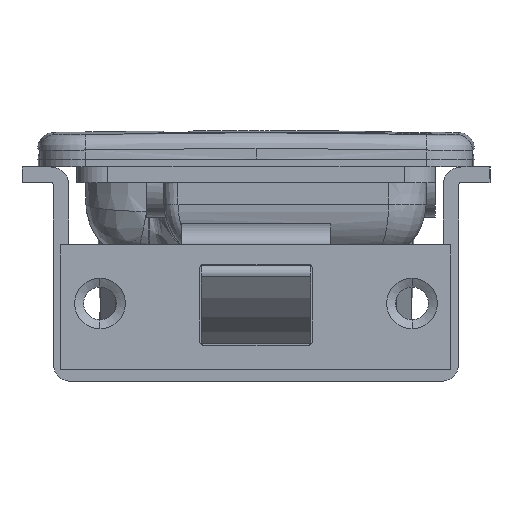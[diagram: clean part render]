
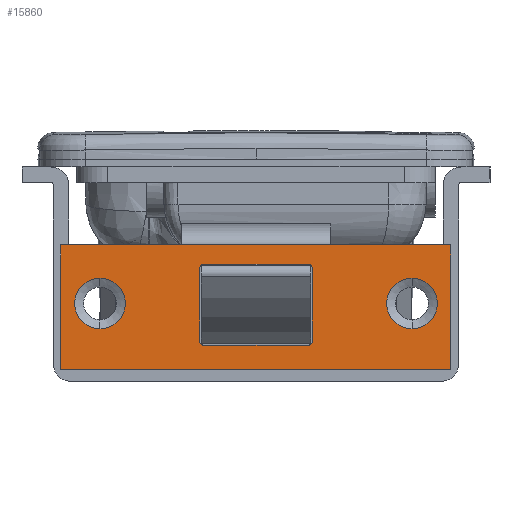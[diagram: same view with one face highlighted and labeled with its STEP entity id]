
A CAD part, left-side view. The second image highlights one B-rep face of the part: STEP entity #15860.
In plain terms, the highlighted planar face has unit normal (-1, 0, 0).
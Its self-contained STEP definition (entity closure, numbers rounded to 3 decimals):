
#19 = VECTOR ( 'NONE', #9875, 1000. ) ;
#35 = EDGE_CURVE ( 'NONE', #16492, #9923, #13028, .T. ) ;
#55 = ORIENTED_EDGE ( 'NONE', *, *, #13910, .T. ) ;
#174 = CARTESIAN_POINT ( 'NONE',  ( -39., -20., -18.5 ) ) ;
#269 = AXIS2_PLACEMENT_3D ( 'NONE', #8114, #18296, #9583 ) ;
#433 = EDGE_CURVE ( 'NONE', #16851, #11313, #12781, .T. ) ;
#687 = ORIENTED_EDGE ( 'NONE', *, *, #35, .T. ) ;
#753 = VERTEX_POINT ( 'NONE', #18857 ) ;
#982 = DIRECTION ( 'NONE',  ( 1., 0., 0. ) ) ;
#1158 = CARTESIAN_POINT ( 'NONE',  ( -39., 7.225, -23.85 ) ) ;
#1160 = ORIENTED_EDGE ( 'NONE', *, *, #8003, .F. ) ;
#1208 = EDGE_CURVE ( 'NONE', #12046, #5608, #2068, .T. ) ;
#1292 = EDGE_LOOP ( 'NONE', ( #16040, #5890 ) ) ;
#1626 = DIRECTION ( 'NONE',  ( 0., 0., 1. ) ) ;
#1654 = CARTESIAN_POINT ( 'NONE',  ( -39., -6.725, -14. ) ) ;
#2057 = EDGE_CURVE ( 'NONE', #5259, #4298, #12746, .T. ) ;
#2068 = LINE ( 'NONE', #12940, #9792 ) ;
#2505 = VECTOR ( 'NONE', #11557, 1000. ) ;
#2577 = VECTOR ( 'NONE', #15729, 1000. ) ;
#2589 = ORIENTED_EDGE ( 'NONE', *, *, #1208, .T. ) ;
#2757 = DIRECTION ( 'NONE',  ( 0., 0., -1. ) ) ;
#2768 = DIRECTION ( 'NONE',  ( 0., -1., 0. ) ) ;
#2776 = LINE ( 'NONE', #10127, #10524 ) ;
#2817 = ORIENTED_EDGE ( 'NONE', *, *, #10992, .T. ) ;
#2839 = AXIS2_PLACEMENT_3D ( 'NONE', #14359, #5647, #15837 ) ;
#2918 = CARTESIAN_POINT ( 'NONE',  ( -39., -20., -15.25 ) ) ;
#3139 = DIRECTION ( 'NONE',  ( 0., 0., -1. ) ) ;
#4195 = CARTESIAN_POINT ( 'NONE',  ( -39., 20., -15.25 ) ) ;
#4214 = CARTESIAN_POINT ( 'NONE',  ( -39., 25., -27. ) ) ;
#4231 = CARTESIAN_POINT ( 'NONE',  ( -39., 7.225, -23.35 ) ) ;
#4285 = DIRECTION ( 'NONE',  ( 0., -1., 0. ) ) ;
#4298 = VERTEX_POINT ( 'NONE', #15015 ) ;
#5015 = EDGE_CURVE ( 'NONE', #16492, #753, #6437, .T. ) ;
#5147 = CARTESIAN_POINT ( 'NONE',  ( -39., 7.225, -14. ) ) ;
#5259 = VERTEX_POINT ( 'NONE', #9406 ) ;
#5314 = CARTESIAN_POINT ( 'NONE',  ( -39., 20., -18.5 ) ) ;
#5608 = VERTEX_POINT ( 'NONE', #9077 ) ;
#5647 = DIRECTION ( 'NONE',  ( -1., 0., 0. ) ) ;
#5665 = CARTESIAN_POINT ( 'NONE',  ( -39., -7.225, -23.35 ) ) ;
#5787 = CARTESIAN_POINT ( 'NONE',  ( -39., -20., -21.75 ) ) ;
#5890 = ORIENTED_EDGE ( 'NONE', *, *, #433, .F. ) ;
#5995 = EDGE_LOOP ( 'NONE', ( #7924, #9658 ) ) ;
#6233 = VERTEX_POINT ( 'NONE', #2918 ) ;
#6398 = DIRECTION ( 'NONE',  ( 0., 0., 1. ) ) ;
#6437 = LINE ( 'NONE', #1158, #2577 ) ;
#6514 = AXIS2_PLACEMENT_3D ( 'NONE', #5314, #15505, #6757 ) ;
#6757 = DIRECTION ( 'NONE',  ( 0., 0., 1. ) ) ;
#6953 = EDGE_CURVE ( 'NONE', #7189, #9090, #2776, .T. ) ;
#7189 = VERTEX_POINT ( 'NONE', #15206 ) ;
#7668 = CIRCLE ( 'NONE', #6514, 3.25 ) ;
#7757 = DIRECTION ( 'NONE',  ( 0., 0., 1. ) ) ;
#7869 = ORIENTED_EDGE ( 'NONE', *, *, #13011, .T. ) ;
#7924 = ORIENTED_EDGE ( 'NONE', *, *, #13172, .F. ) ;
#7933 = CARTESIAN_POINT ( 'NONE',  ( -39., -6.725, -23.35 ) ) ;
#8003 = EDGE_CURVE ( 'NONE', #5259, #12578, #15042, .T. ) ;
#8114 = CARTESIAN_POINT ( 'NONE',  ( -39., 6.725, -23.35 ) ) ;
#8125 = EDGE_CURVE ( 'NONE', #7189, #12046, #9779, .T. ) ;
#8147 = AXIS2_PLACEMENT_3D ( 'NONE', #9568, #982, #11182 ) ;
#8293 = VECTOR ( 'NONE', #7757, 1000. ) ;
#8343 = DIRECTION ( 'NONE',  ( -1., 0., 0. ) ) ;
#8364 = CIRCLE ( 'NONE', #8957, 3.25 ) ;
#8415 = CARTESIAN_POINT ( 'NONE',  ( -39., 6.725, -14. ) ) ;
#8957 = AXIS2_PLACEMENT_3D ( 'NONE', #17067, #8343, #18535 ) ;
#9077 = CARTESIAN_POINT ( 'NONE',  ( -39., -25., -27. ) ) ;
#9090 = VERTEX_POINT ( 'NONE', #10124 ) ;
#9246 = CIRCLE ( 'NONE', #17401, 3.25 ) ;
#9400 = DIRECTION ( 'NONE',  ( 0., 0., -1. ) ) ;
#9406 = CARTESIAN_POINT ( 'NONE',  ( -39., -6.725, -13.5 ) ) ;
#9451 = ORIENTED_EDGE ( 'NONE', *, *, #2057, .T. ) ;
#9568 = CARTESIAN_POINT ( 'NONE',  ( -39., 9.25, -11. ) ) ;
#9579 = AXIS2_PLACEMENT_3D ( 'NONE', #8415, #18612, #9890 ) ;
#9583 = DIRECTION ( 'NONE',  ( 0., 0., -1. ) ) ;
#9658 = ORIENTED_EDGE ( 'NONE', *, *, #9760, .F. ) ;
#9760 = EDGE_CURVE ( 'NONE', #10626, #6233, #8364, .T. ) ;
#9779 = LINE ( 'NONE', #11495, #2505 ) ;
#9792 = VECTOR ( 'NONE', #2768, 1000. ) ;
#9875 = DIRECTION ( 'NONE',  ( 0., 1., 0. ) ) ;
#9890 = DIRECTION ( 'NONE',  ( 0., 0., -1. ) ) ;
#9923 = VERTEX_POINT ( 'NONE', #4231 ) ;
#9972 = FACE_BOUND ( 'NONE', #1292, .T. ) ;
#9997 = CARTESIAN_POINT ( 'NONE',  ( -39., 7.225, -23.85 ) ) ;
#10124 = CARTESIAN_POINT ( 'NONE',  ( -39., -25., -11. ) ) ;
#10127 = CARTESIAN_POINT ( 'NONE',  ( -39., 9.25, -11. ) ) ;
#10353 = DIRECTION ( 'NONE',  ( -1., 0., 0. ) ) ;
#10453 = FACE_OUTER_BOUND ( 'NONE', #17905, .T. ) ;
#10524 = VECTOR ( 'NONE', #4285, 1000. ) ;
#10626 = VERTEX_POINT ( 'NONE', #5787 ) ;
#10992 = EDGE_CURVE ( 'NONE', #12052, #753, #12026, .T. ) ;
#11116 = EDGE_CURVE ( 'NONE', #11313, #16851, #7668, .T. ) ;
#11182 = DIRECTION ( 'NONE',  ( 0., 0., -1. ) ) ;
#11313 = VERTEX_POINT ( 'NONE', #4195 ) ;
#11495 = CARTESIAN_POINT ( 'NONE',  ( -39., 25., -27. ) ) ;
#11557 = DIRECTION ( 'NONE',  ( 0., 0., -1. ) ) ;
#11857 = DIRECTION ( 'NONE',  ( 1., 0., 0. ) ) ;
#12026 = CIRCLE ( 'NONE', #12751, 0.5 ) ;
#12046 = VERTEX_POINT ( 'NONE', #4214 ) ;
#12052 = VERTEX_POINT ( 'NONE', #5665 ) ;
#12193 = CARTESIAN_POINT ( 'NONE',  ( -39., 6.725, -23.85 ) ) ;
#12203 = LINE ( 'NONE', #16488, #8293 ) ;
#12578 = VERTEX_POINT ( 'NONE', #15507 ) ;
#12746 = CIRCLE ( 'NONE', #16963, 0.5 ) ;
#12751 = AXIS2_PLACEMENT_3D ( 'NONE', #7933, #18117, #9400 ) ;
#12781 = CIRCLE ( 'NONE', #2839, 3.25 ) ;
#12926 = VECTOR ( 'NONE', #2757, 1000. ) ;
#12940 = CARTESIAN_POINT ( 'NONE',  ( -39., 25., -27. ) ) ;
#13011 = EDGE_CURVE ( 'NONE', #14077, #12578, #17901, .T. ) ;
#13028 = CIRCLE ( 'NONE', #269, 0.5 ) ;
#13060 = CARTESIAN_POINT ( 'NONE',  ( -39., 20., -21.75 ) ) ;
#13172 = EDGE_CURVE ( 'NONE', #6233, #10626, #9246, .T. ) ;
#13618 = ORIENTED_EDGE ( 'NONE', *, *, #14999, .F. ) ;
#13841 = FACE_BOUND ( 'NONE', #5995, .T. ) ;
#13910 = EDGE_CURVE ( 'NONE', #5608, #9090, #12203, .T. ) ;
#14077 = VERTEX_POINT ( 'NONE', #5147 ) ;
#14359 = CARTESIAN_POINT ( 'NONE',  ( -39., 20., -18.5 ) ) ;
#14999 = EDGE_CURVE ( 'NONE', #12052, #4298, #15694, .T. ) ;
#15015 = CARTESIAN_POINT ( 'NONE',  ( -39., -7.225, -14. ) ) ;
#15042 = LINE ( 'NONE', #18597, #19 ) ;
#15135 = CARTESIAN_POINT ( 'NONE',  ( -39., -7.225, -23.85 ) ) ;
#15206 = CARTESIAN_POINT ( 'NONE',  ( -39., 25., -11. ) ) ;
#15237 = VECTOR ( 'NONE', #6398, 1000. ) ;
#15505 = DIRECTION ( 'NONE',  ( -1., 0., 0. ) ) ;
#15507 = CARTESIAN_POINT ( 'NONE',  ( -39., 6.725, -13.5 ) ) ;
#15694 = LINE ( 'NONE', #15135, #15237 ) ;
#15712 = ORIENTED_EDGE ( 'NONE', *, *, #5015, .F. ) ;
#15729 = DIRECTION ( 'NONE',  ( 0., -1., 0. ) ) ;
#15837 = DIRECTION ( 'NONE',  ( 0., 0., 1. ) ) ;
#15860 = ADVANCED_FACE ( 'NONE', ( #9972, #17718, #10453, #13841 ), #18409, .F. ) ;
#16040 = ORIENTED_EDGE ( 'NONE', *, *, #11116, .F. ) ;
#16345 = LINE ( 'NONE', #9997, #12926 ) ;
#16488 = CARTESIAN_POINT ( 'NONE',  ( -39., -25., -27. ) ) ;
#16492 = VERTEX_POINT ( 'NONE', #12193 ) ;
#16672 = EDGE_LOOP ( 'NONE', ( #18779, #7869, #1160, #9451, #13618, #2817, #15712, #687 ) ) ;
#16757 = EDGE_CURVE ( 'NONE', #14077, #9923, #16345, .T. ) ;
#16851 = VERTEX_POINT ( 'NONE', #13060 ) ;
#16963 = AXIS2_PLACEMENT_3D ( 'NONE', #1654, #11857, #3139 ) ;
#17067 = CARTESIAN_POINT ( 'NONE',  ( -39., -20., -18.5 ) ) ;
#17236 = ORIENTED_EDGE ( 'NONE', *, *, #6953, .F. ) ;
#17401 = AXIS2_PLACEMENT_3D ( 'NONE', #174, #10353, #1626 ) ;
#17718 = FACE_BOUND ( 'NONE', #16672, .T. ) ;
#17901 = CIRCLE ( 'NONE', #9579, 0.5 ) ;
#17905 = EDGE_LOOP ( 'NONE', ( #55, #17236, #18255, #2589 ) ) ;
#18117 = DIRECTION ( 'NONE',  ( 1., 0., 0. ) ) ;
#18255 = ORIENTED_EDGE ( 'NONE', *, *, #8125, .T. ) ;
#18296 = DIRECTION ( 'NONE',  ( 1., 0., 0. ) ) ;
#18409 = PLANE ( 'NONE',  #8147 ) ;
#18535 = DIRECTION ( 'NONE',  ( 0., 0., 1. ) ) ;
#18597 = CARTESIAN_POINT ( 'NONE',  ( -39., 7.225, -13.5 ) ) ;
#18612 = DIRECTION ( 'NONE',  ( 1., 0., 0. ) ) ;
#18779 = ORIENTED_EDGE ( 'NONE', *, *, #16757, .F. ) ;
#18857 = CARTESIAN_POINT ( 'NONE',  ( -39., -6.725, -23.85 ) ) ;
